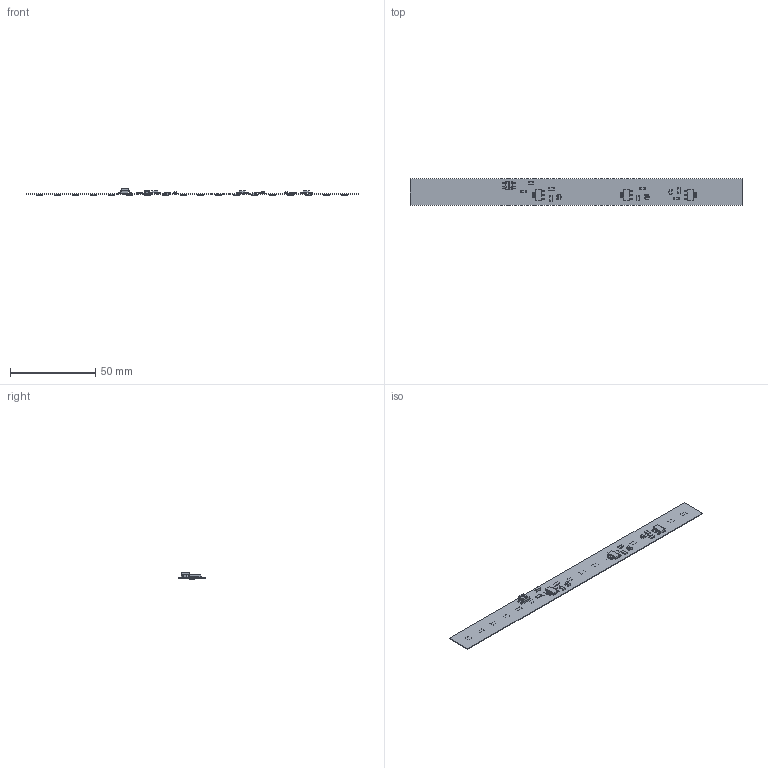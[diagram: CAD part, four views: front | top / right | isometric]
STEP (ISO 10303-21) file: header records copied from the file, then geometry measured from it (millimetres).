
FILE_DESCRIPTION(('Open CASCADE Model'),'2;1');
FILE_NAME('Open CASCADE Shape Model','2020-04-21T14:48:15',('Author'),( 'Open CASCADE'),'Open CASCADE STEP processor 6.8','Open CASCADE 6.8' ,'Unknown');
FILE_SCHEMA(('AUTOMOTIVE_DESIGN { 1 0 10303 214 1 1 1 1 }'));
Length unit declared in the file: millimetre
Products named in the file (83): PCB; Board; VD2; SMD2835; VT3; SOT-223; VT2; VT1; VD22; 863778672; Body; Open_CASCADE_STEP_translator_6.8_87.1.1; Leader; VD15; 823419976; VD14; DB1-MS; DB1-MS_1; PIN_1; VD7; 866471200; R8; 866474528; Mid_Body; Terminal; Open_CASCADE_STEP_translator_6.8_7.2.1; Mark; R7; 866474400; R6; R5; 866474272; R4; 823420248; R3; R2; 866474144; C1; 866474912; Open_CASCADE_STEP_translator_6.8_7.1.1 ...
Assembly tree (117 placements, depth 5):
  PCB
    Board
    VD2
      SMD2835
    VT3
      SOT-223
    VT2
      SOT-223
    VT1
      SOT-223
    VD22
      863778672
        Body
          Open_CASCADE_STEP_translator_6.8_87.1.1
        Leader  x3
    VD15
      823419976
        Body
          Open_CASCADE_STEP_translator_6.8_87.1.1
        Leader  x3
    VD14
      DB1-MS
        DB1-MS_1
        PIN_1  x4
    VD7
      866471200
        Body
          Open_CASCADE_STEP_translator_6.8_87.1.1
        Leader  x3
    R8
      866474528
        Mid_Body
        Terminal  x2
          Open_CASCADE_STEP_translator_6.8_7.2.1
        Mark
    R7
      866474400
        Mid_Body
        Terminal  x2
          Open_CASCADE_STEP_translator_6.8_7.2.1
        Mark
    R6
      866474400
        Mid_Body
        Terminal  x2
          Open_CASCADE_STEP_translator_6.8_7.2.1
        Mark
    R5
      866474272
        Mid_Body
        Terminal  x2
          Open_CASCADE_STEP_translator_6.8_7.2.1
        Mark
    R4
      823420248
        Mid_Body
        Terminal  x2
          Open_CASCADE_STEP_translator_6.8_7.2.1
        Mark
    R3
Bounding box: 194.8 x 15.3 x 4 mm (x, y, z)
Volume: 1539.2 mm3; surface area: 7578 mm2
Topology: 70 solids, 88 shells, 2418 faces, 5887 edges, 3584 vertices
Faces by surface type: plane 1284, cylinder 756, bspline 160, sphere 110, torus 72, cone 36
Entity records: 29409 total; most frequent: CARTESIAN_POINT 10305, ORIENTED_EDGE 3246, DIRECTION 3127, EDGE_CURVE 1623, LINE 1121, VECTOR 1121, AXIS2_PLACEMENT_3D 1003, VERTEX_POINT 981
